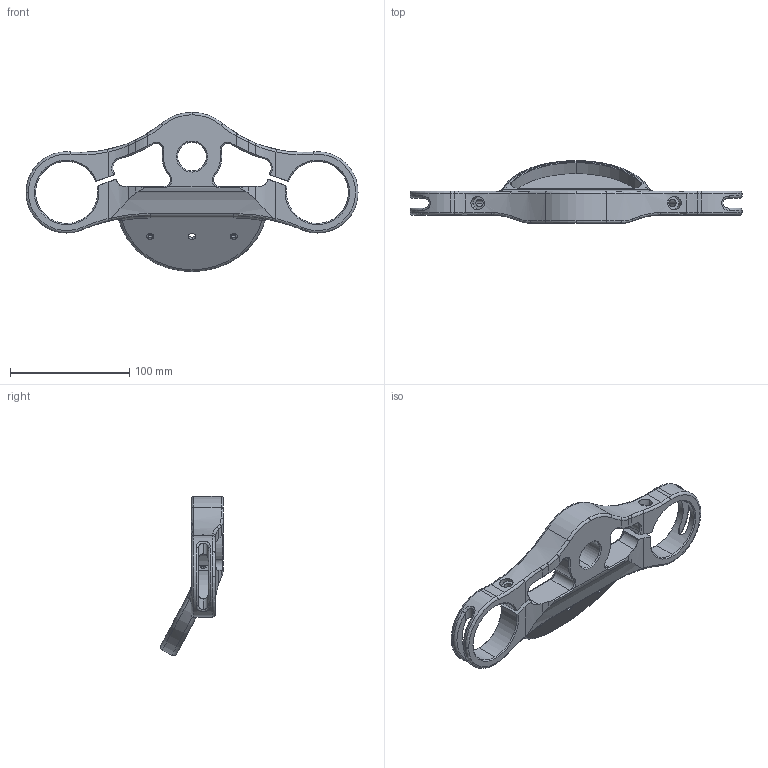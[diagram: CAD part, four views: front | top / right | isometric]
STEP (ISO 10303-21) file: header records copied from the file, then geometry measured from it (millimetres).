
FILE_DESCRIPTION (( 'STEP AP214' ), '1' );
FILE_NAME ('té superieur.STEP', '2021-12-12T09:38:11', ( '' ), ( '' ), 'SwSTEP 2.0', 'SolidWorks 2021', '' );
FILE_SCHEMA (( 'AUTOMOTIVE_DESIGN' ));
Length unit declared in the file: millimetre
Products named in the file (1): té superieur
Bounding box: 278 x 52.69 x 133.3 mm (x, y, z)
Volume: 261238.6 mm3; surface area: 64753 mm2
Topology: 1 solids, 1 shells, 235 faces, 586 edges, 354 vertices
Faces by surface type: cylinder 83, cone 43, bspline 42, plane 38, torus 29
Entity records: 9541 total; most frequent: CARTESIAN_POINT 4195, ORIENTED_EDGE 1164, DIRECTION 1070, EDGE_CURVE 582, AXIS2_PLACEMENT_3D 452, VERTEX_POINT 354, EDGE_LOOP 260, CIRCLE 258
